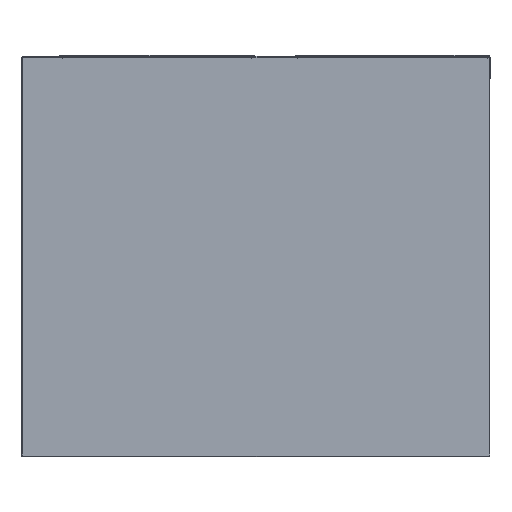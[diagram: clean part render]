
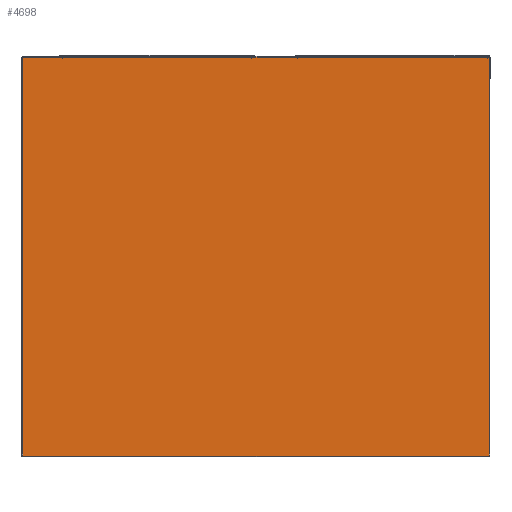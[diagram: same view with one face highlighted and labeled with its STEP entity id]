
A CAD part, left-side view. The second image highlights one B-rep face of the part: STEP entity #4698.
In plain terms, the highlighted planar face has unit normal (-1, 0, 0).
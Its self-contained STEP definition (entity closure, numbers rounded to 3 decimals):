
#14 = ORIENTED_EDGE ( 'NONE', *, *, #6122, .T. ) ;
#356 = VERTEX_POINT ( 'NONE', #7340 ) ;
#438 = DIRECTION ( 'NONE',  ( 0., 0., 1. ) ) ;
#607 = VECTOR ( 'NONE', #1486, 1000. ) ;
#737 = DIRECTION ( 'NONE',  ( 0., 0., 1. ) ) ;
#834 = VECTOR ( 'NONE', #6367, 1000. ) ;
#954 = CARTESIAN_POINT ( 'NONE',  ( -397.5, 1., -227.5 ) ) ;
#963 = LINE ( 'NONE', #2208, #834 ) ;
#1440 = ORIENTED_EDGE ( 'NONE', *, *, #6796, .T. ) ;
#1486 = DIRECTION ( 'NONE',  ( 0., -1., 0. ) ) ;
#1518 = EDGE_CURVE ( 'NONE', #3997, #3471, #4135, .T. ) ;
#1551 = CARTESIAN_POINT ( 'NONE',  ( -397.5, 530., -227.5 ) ) ;
#1905 = EDGE_CURVE ( 'NONE', #5144, #356, #4981, .T. ) ;
#2208 = CARTESIAN_POINT ( 'NONE',  ( -397.5, 530., 224.086 ) ) ;
#2558 = ORIENTED_EDGE ( 'NONE', *, *, #1905, .T. ) ;
#3174 = DIRECTION ( 'NONE',  ( 0., 0., -1. ) ) ;
#3271 = LINE ( 'NONE', #1551, #607 ) ;
#3421 = DIRECTION ( 'NONE',  ( -1., 0., 0. ) ) ;
#3471 = VERTEX_POINT ( 'NONE', #5423 ) ;
#3928 = ORIENTED_EDGE ( 'NONE', *, *, #1518, .T. ) ;
#3997 = VERTEX_POINT ( 'NONE', #954 ) ;
#4033 = CARTESIAN_POINT ( 'NONE',  ( -397.5, 530., -228.5 ) ) ;
#4135 = LINE ( 'NONE', #5984, #7440 ) ;
#4698 = ADVANCED_FACE ( 'NONE', ( #5160 ), #6345, .T. ) ;
#4981 = LINE ( 'NONE', #7251, #5359 ) ;
#5144 = VERTEX_POINT ( 'NONE', #5832 ) ;
#5160 = FACE_OUTER_BOUND ( 'NONE', #5860, .T. ) ;
#5359 = VECTOR ( 'NONE', #3174, 1000. ) ;
#5423 = CARTESIAN_POINT ( 'NONE',  ( -397.5, 1., 224.086 ) ) ;
#5832 = CARTESIAN_POINT ( 'NONE',  ( -397.5, 529., 224.086 ) ) ;
#5860 = EDGE_LOOP ( 'NONE', ( #2558, #1440, #3928, #14 ) ) ;
#5984 = CARTESIAN_POINT ( 'NONE',  ( -397.5, 1., -228.5 ) ) ;
#6122 = EDGE_CURVE ( 'NONE', #3471, #5144, #963, .T. ) ;
#6345 = PLANE ( 'NONE',  #6618 ) ;
#6367 = DIRECTION ( 'NONE',  ( 0., 1., 0. ) ) ;
#6618 = AXIS2_PLACEMENT_3D ( 'NONE', #4033, #3421, #438 ) ;
#6796 = EDGE_CURVE ( 'NONE', #356, #3997, #3271, .T. ) ;
#7251 = CARTESIAN_POINT ( 'NONE',  ( -397.5, 529., -228.5 ) ) ;
#7340 = CARTESIAN_POINT ( 'NONE',  ( -397.5, 529., -227.5 ) ) ;
#7440 = VECTOR ( 'NONE', #737, 1000. ) ;
